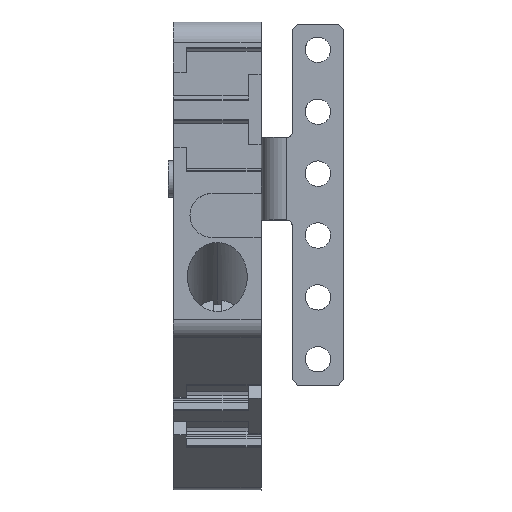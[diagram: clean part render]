
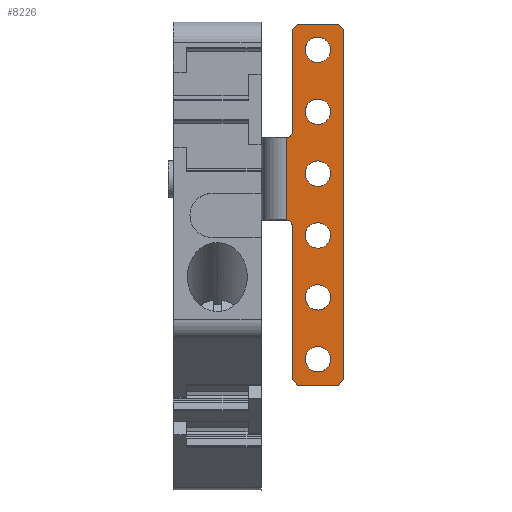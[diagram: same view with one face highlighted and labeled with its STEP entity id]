
A CAD part, top view. The second image highlights one B-rep face of the part: STEP entity #8226.
In plain terms, the highlighted planar face has unit normal (0, 0, 1).
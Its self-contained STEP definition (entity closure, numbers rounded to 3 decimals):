
#7630=AXIS2_PLACEMENT_3D('Circle Axis2P3D',#7628,#7629,$) ;
#7653=AXIS2_PLACEMENT_3D('Circle Axis2P3D',#7651,#7652,$) ;
#8032=AXIS2_PLACEMENT_3D('Plane Axis2P3D',#8029,#8030,#8031) ;
#8059=AXIS2_PLACEMENT_3D('Circle Axis2P3D',#8057,#8058,$) ;
#8073=AXIS2_PLACEMENT_3D('Circle Axis2P3D',#8071,#8072,$) ;
#8134=AXIS2_PLACEMENT_3D('Circle Axis2P3D',#8132,#8133,$) ;
#8143=AXIS2_PLACEMENT_3D('Circle Axis2P3D',#8141,#8142,$) ;
#8152=AXIS2_PLACEMENT_3D('Circle Axis2P3D',#8150,#8151,$) ;
#8161=AXIS2_PLACEMENT_3D('Circle Axis2P3D',#8159,#8160,$) ;
#8170=AXIS2_PLACEMENT_3D('Circle Axis2P3D',#8168,#8169,$) ;
#8179=AXIS2_PLACEMENT_3D('Circle Axis2P3D',#8177,#8178,$) ;
#8188=AXIS2_PLACEMENT_3D('Circle Axis2P3D',#8186,#8187,$) ;
#8197=AXIS2_PLACEMENT_3D('Circle Axis2P3D',#8195,#8196,$) ;
#8206=AXIS2_PLACEMENT_3D('Circle Axis2P3D',#8204,#8205,$) ;
#8215=AXIS2_PLACEMENT_3D('Circle Axis2P3D',#8213,#8214,$) ;
#7611=CARTESIAN_POINT('Vertex',(15.579,30.041,31.65)) ;
#7625=CARTESIAN_POINT('Vertex',(13.421,31.22,31.65)) ;
#7628=CARTESIAN_POINT('Axis2P3D Location',(14.5,30.63,31.65)) ;
#7651=CARTESIAN_POINT('Axis2P3D Location',(14.5,30.63,31.65)) ;
#8029=CARTESIAN_POINT('Axis2P3D Location',(17.,45.13,31.65)) ;
#8034=CARTESIAN_POINT('Line Origine',(14.5,45.13,31.65)) ;
#8038=CARTESIAN_POINT('Vertex',(16.5,45.13,31.65)) ;
#8040=CARTESIAN_POINT('Vertex',(12.5,45.13,31.65)) ;
#8043=CARTESIAN_POINT('Line Origine',(12.25,44.88,31.65)) ;
#8047=CARTESIAN_POINT('Vertex',(12.,44.63,31.65)) ;
#8050=CARTESIAN_POINT('Line Origine',(12.,39.63,31.65)) ;
#8054=CARTESIAN_POINT('Vertex',(12.,34.63,31.65)) ;
#8057=CARTESIAN_POINT('Axis2P3D Location',(11.5,34.63,31.65)) ;
#8061=CARTESIAN_POINT('Vertex',(11.5,34.13,31.65)) ;
#8064=CARTESIAN_POINT('Line Origine',(11.5,30.13,31.65)) ;
#8068=CARTESIAN_POINT('Vertex',(11.5,26.13,31.65)) ;
#8071=CARTESIAN_POINT('Axis2P3D Location',(11.5,25.63,31.65)) ;
#8075=CARTESIAN_POINT('Vertex',(12.,25.63,31.65)) ;
#8078=CARTESIAN_POINT('Line Origine',(12.,18.13,31.65)) ;
#8082=CARTESIAN_POINT('Vertex',(12.,10.63,31.65)) ;
#8085=CARTESIAN_POINT('Line Origine',(12.25,10.38,31.65)) ;
#8089=CARTESIAN_POINT('Vertex',(12.5,10.13,31.65)) ;
#8092=CARTESIAN_POINT('Line Origine',(14.5,10.13,31.65)) ;
#8096=CARTESIAN_POINT('Vertex',(16.5,10.13,31.65)) ;
#8099=CARTESIAN_POINT('Line Origine',(16.75,10.38,31.65)) ;
#8103=CARTESIAN_POINT('Vertex',(17.,10.63,31.65)) ;
#8106=CARTESIAN_POINT('Line Origine',(17.,27.63,31.65)) ;
#8110=CARTESIAN_POINT('Vertex',(17.,44.63,31.65)) ;
#8113=CARTESIAN_POINT('Line Origine',(16.75,44.88,31.65)) ;
#8132=CARTESIAN_POINT('Axis2P3D Location',(14.5,12.63,31.65)) ;
#8136=CARTESIAN_POINT('Vertex',(15.579,12.041,31.65)) ;
#8138=CARTESIAN_POINT('Vertex',(13.421,13.22,31.65)) ;
#8141=CARTESIAN_POINT('Axis2P3D Location',(14.5,12.63,31.65)) ;
#8150=CARTESIAN_POINT('Axis2P3D Location',(14.5,36.63,31.65)) ;
#8154=CARTESIAN_POINT('Vertex',(15.579,36.041,31.65)) ;
#8156=CARTESIAN_POINT('Vertex',(13.421,37.22,31.65)) ;
#8159=CARTESIAN_POINT('Axis2P3D Location',(14.5,36.63,31.65)) ;
#8168=CARTESIAN_POINT('Axis2P3D Location',(14.5,42.63,31.65)) ;
#8172=CARTESIAN_POINT('Vertex',(15.579,42.041,31.65)) ;
#8174=CARTESIAN_POINT('Vertex',(13.421,43.22,31.65)) ;
#8177=CARTESIAN_POINT('Axis2P3D Location',(14.5,42.63,31.65)) ;
#8186=CARTESIAN_POINT('Axis2P3D Location',(14.5,24.63,31.65)) ;
#8190=CARTESIAN_POINT('Vertex',(15.579,24.041,31.65)) ;
#8192=CARTESIAN_POINT('Vertex',(13.421,25.22,31.65)) ;
#8195=CARTESIAN_POINT('Axis2P3D Location',(14.5,24.63,31.65)) ;
#8204=CARTESIAN_POINT('Axis2P3D Location',(14.5,18.63,31.65)) ;
#8208=CARTESIAN_POINT('Vertex',(15.579,18.041,31.65)) ;
#8210=CARTESIAN_POINT('Vertex',(13.421,19.22,31.65)) ;
#8213=CARTESIAN_POINT('Axis2P3D Location',(14.5,18.63,31.65)) ;
#7629=DIRECTION('Axis2P3D Direction',(0.,0.,-1.)) ;
#7652=DIRECTION('Axis2P3D Direction',(0.,0.,-1.)) ;
#8030=DIRECTION('Axis2P3D Direction',(0.,0.,1.)) ;
#8031=DIRECTION('Axis2P3D XDirection',(-1.,0.,0.)) ;
#8035=DIRECTION('Vector Direction',(-1.,0.,0.)) ;
#8044=DIRECTION('Vector Direction',(-0.707,-0.707,0.)) ;
#8051=DIRECTION('Vector Direction',(0.,1.,0.)) ;
#8058=DIRECTION('Axis2P3D Direction',(0.,0.,1.)) ;
#8065=DIRECTION('Vector Direction',(0.,-1.,0.)) ;
#8072=DIRECTION('Axis2P3D Direction',(0.,0.,1.)) ;
#8079=DIRECTION('Vector Direction',(0.,1.,0.)) ;
#8086=DIRECTION('Vector Direction',(-0.707,0.707,0.)) ;
#8093=DIRECTION('Vector Direction',(-1.,0.,0.)) ;
#8100=DIRECTION('Vector Direction',(-0.707,-0.707,0.)) ;
#8107=DIRECTION('Vector Direction',(0.,-1.,0.)) ;
#8114=DIRECTION('Vector Direction',(-0.707,0.707,0.)) ;
#8133=DIRECTION('Axis2P3D Direction',(0.,0.,1.)) ;
#8142=DIRECTION('Axis2P3D Direction',(0.,0.,1.)) ;
#8151=DIRECTION('Axis2P3D Direction',(0.,0.,1.)) ;
#8160=DIRECTION('Axis2P3D Direction',(0.,0.,1.)) ;
#8169=DIRECTION('Axis2P3D Direction',(0.,0.,1.)) ;
#8178=DIRECTION('Axis2P3D Direction',(0.,0.,1.)) ;
#8187=DIRECTION('Axis2P3D Direction',(0.,0.,1.)) ;
#8196=DIRECTION('Axis2P3D Direction',(0.,0.,1.)) ;
#8205=DIRECTION('Axis2P3D Direction',(0.,0.,1.)) ;
#8214=DIRECTION('Axis2P3D Direction',(0.,0.,1.)) ;
#8036=VECTOR('Line Direction',#8035,1.) ;
#8045=VECTOR('Line Direction',#8044,1.) ;
#8052=VECTOR('Line Direction',#8051,1.) ;
#8066=VECTOR('Line Direction',#8065,1.) ;
#8080=VECTOR('Line Direction',#8079,1.) ;
#8087=VECTOR('Line Direction',#8086,1.) ;
#8094=VECTOR('Line Direction',#8093,1.) ;
#8101=VECTOR('Line Direction',#8100,1.) ;
#8108=VECTOR('Line Direction',#8107,1.) ;
#8115=VECTOR('Line Direction',#8114,1.) ;
#8119=ORIENTED_EDGE('',*,*,#8042,.T.) ;
#8120=ORIENTED_EDGE('',*,*,#8049,.F.) ;
#8121=ORIENTED_EDGE('',*,*,#8056,.F.) ;
#8122=ORIENTED_EDGE('',*,*,#8063,.T.) ;
#8123=ORIENTED_EDGE('',*,*,#8070,.T.) ;
#8124=ORIENTED_EDGE('',*,*,#8077,.T.) ;
#8125=ORIENTED_EDGE('',*,*,#8084,.F.) ;
#8126=ORIENTED_EDGE('',*,*,#8091,.F.) ;
#8127=ORIENTED_EDGE('',*,*,#8098,.F.) ;
#8128=ORIENTED_EDGE('',*,*,#8105,.F.) ;
#8129=ORIENTED_EDGE('',*,*,#8112,.F.) ;
#8130=ORIENTED_EDGE('',*,*,#8117,.F.) ;
#8147=ORIENTED_EDGE('',*,*,#8140,.F.) ;
#8148=ORIENTED_EDGE('',*,*,#8145,.F.) ;
#8165=ORIENTED_EDGE('',*,*,#8158,.F.) ;
#8166=ORIENTED_EDGE('',*,*,#8163,.F.) ;
#8183=ORIENTED_EDGE('',*,*,#8176,.F.) ;
#8184=ORIENTED_EDGE('',*,*,#8181,.F.) ;
#8201=ORIENTED_EDGE('',*,*,#8194,.F.) ;
#8202=ORIENTED_EDGE('',*,*,#8199,.F.) ;
#8219=ORIENTED_EDGE('',*,*,#8212,.F.) ;
#8220=ORIENTED_EDGE('',*,*,#8217,.F.) ;
#8223=ORIENTED_EDGE('',*,*,#7655,.F.) ;
#8224=ORIENTED_EDGE('',*,*,#7632,.F.) ;
#8149=FACE_BOUND('',#8146,.T.) ;
#8167=FACE_BOUND('',#8164,.T.) ;
#8185=FACE_BOUND('',#8182,.T.) ;
#8203=FACE_BOUND('',#8200,.T.) ;
#8221=FACE_BOUND('',#8218,.T.) ;
#8225=FACE_BOUND('',#8222,.T.) ;
#8226=ADVANCED_FACE('V3',(#8131,#8149,#8167,#8185,#8203,#8221,#8225),#8033,.T.) ;
#7631=CIRCLE('generated circle',#7630,1.23) ;
#7654=CIRCLE('generated circle',#7653,1.23) ;
#8060=CIRCLE('generated circle',#8059,0.5) ;
#8074=CIRCLE('generated circle',#8073,0.5) ;
#8135=CIRCLE('generated circle',#8134,1.23) ;
#8144=CIRCLE('generated circle',#8143,1.23) ;
#8153=CIRCLE('generated circle',#8152,1.23) ;
#8162=CIRCLE('generated circle',#8161,1.23) ;
#8171=CIRCLE('generated circle',#8170,1.23) ;
#8180=CIRCLE('generated circle',#8179,1.23) ;
#8189=CIRCLE('generated circle',#8188,1.23) ;
#8198=CIRCLE('generated circle',#8197,1.23) ;
#8207=CIRCLE('generated circle',#8206,1.23) ;
#8216=CIRCLE('generated circle',#8215,1.23) ;
#7632=EDGE_CURVE('',#7626,#7612,#7631,.F.) ;
#7655=EDGE_CURVE('',#7612,#7626,#7654,.F.) ;
#8042=EDGE_CURVE('',#8039,#8041,#8037,.T.) ;
#8049=EDGE_CURVE('',#8048,#8041,#8046,.F.) ;
#8056=EDGE_CURVE('',#8055,#8048,#8053,.T.) ;
#8063=EDGE_CURVE('',#8055,#8062,#8060,.F.) ;
#8070=EDGE_CURVE('',#8062,#8069,#8067,.T.) ;
#8077=EDGE_CURVE('',#8069,#8076,#8074,.F.) ;
#8084=EDGE_CURVE('',#8083,#8076,#8081,.T.) ;
#8091=EDGE_CURVE('',#8090,#8083,#8088,.T.) ;
#8098=EDGE_CURVE('',#8097,#8090,#8095,.T.) ;
#8105=EDGE_CURVE('',#8104,#8097,#8102,.T.) ;
#8112=EDGE_CURVE('',#8111,#8104,#8109,.T.) ;
#8117=EDGE_CURVE('',#8039,#8111,#8116,.F.) ;
#8140=EDGE_CURVE('',#8137,#8139,#8135,.T.) ;
#8145=EDGE_CURVE('',#8139,#8137,#8144,.T.) ;
#8158=EDGE_CURVE('',#8155,#8157,#8153,.T.) ;
#8163=EDGE_CURVE('',#8157,#8155,#8162,.T.) ;
#8176=EDGE_CURVE('',#8173,#8175,#8171,.T.) ;
#8181=EDGE_CURVE('',#8175,#8173,#8180,.T.) ;
#8194=EDGE_CURVE('',#8191,#8193,#8189,.T.) ;
#8199=EDGE_CURVE('',#8193,#8191,#8198,.T.) ;
#8212=EDGE_CURVE('',#8209,#8211,#8207,.T.) ;
#8217=EDGE_CURVE('',#8211,#8209,#8216,.T.) ;
#8118=EDGE_LOOP('',(#8119,#8120,#8121,#8122,#8123,#8124,#8125,#8126,#8127,#8128,#8129,#8130)) ;
#8146=EDGE_LOOP('',(#8147,#8148)) ;
#8164=EDGE_LOOP('',(#8165,#8166)) ;
#8182=EDGE_LOOP('',(#8183,#8184)) ;
#8200=EDGE_LOOP('',(#8201,#8202)) ;
#8218=EDGE_LOOP('',(#8219,#8220)) ;
#8222=EDGE_LOOP('',(#8223,#8224)) ;
#8131=FACE_OUTER_BOUND('',#8118,.T.) ;
#8037=LINE('Line',#8034,#8036) ;
#8046=LINE('Line',#8043,#8045) ;
#8053=LINE('Line',#8050,#8052) ;
#8067=LINE('Line',#8064,#8066) ;
#8081=LINE('Line',#8078,#8080) ;
#8088=LINE('Line',#8085,#8087) ;
#8095=LINE('Line',#8092,#8094) ;
#8102=LINE('Line',#8099,#8101) ;
#8109=LINE('Line',#8106,#8108) ;
#8116=LINE('Line',#8113,#8115) ;
#8033=PLANE('',#8032) ;
#7612=VERTEX_POINT('',#7611) ;
#7626=VERTEX_POINT('',#7625) ;
#8039=VERTEX_POINT('',#8038) ;
#8041=VERTEX_POINT('',#8040) ;
#8048=VERTEX_POINT('',#8047) ;
#8055=VERTEX_POINT('',#8054) ;
#8062=VERTEX_POINT('',#8061) ;
#8069=VERTEX_POINT('',#8068) ;
#8076=VERTEX_POINT('',#8075) ;
#8083=VERTEX_POINT('',#8082) ;
#8090=VERTEX_POINT('',#8089) ;
#8097=VERTEX_POINT('',#8096) ;
#8104=VERTEX_POINT('',#8103) ;
#8111=VERTEX_POINT('',#8110) ;
#8137=VERTEX_POINT('',#8136) ;
#8139=VERTEX_POINT('',#8138) ;
#8155=VERTEX_POINT('',#8154) ;
#8157=VERTEX_POINT('',#8156) ;
#8173=VERTEX_POINT('',#8172) ;
#8175=VERTEX_POINT('',#8174) ;
#8191=VERTEX_POINT('',#8190) ;
#8193=VERTEX_POINT('',#8192) ;
#8209=VERTEX_POINT('',#8208) ;
#8211=VERTEX_POINT('',#8210) ;
